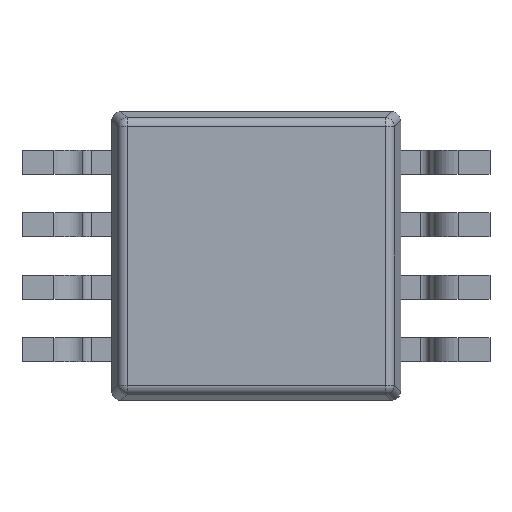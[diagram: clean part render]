
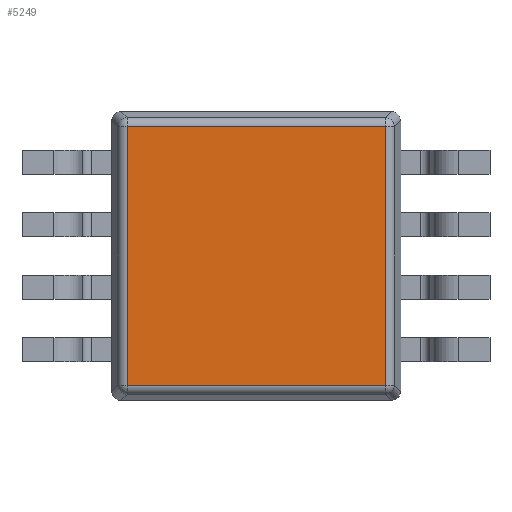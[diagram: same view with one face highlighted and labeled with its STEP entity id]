
A CAD part, front view. The second image highlights one B-rep face of the part: STEP entity #5249.
In plain terms, the highlighted planar face has unit normal (0, -1, 0).
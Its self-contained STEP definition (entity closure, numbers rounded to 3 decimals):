
#321 = CARTESIAN_POINT ( 'NONE',  ( 1.34, -0.425, -1.5 ) ) ;
#405 = CARTESIAN_POINT ( 'NONE',  ( -1.34, -0.425, -1.34 ) ) ;
#423 = PLANE ( 'NONE',  #6621 ) ;
#492 = LINE ( 'NONE', #4263, #888 ) ;
#888 = VECTOR ( 'NONE', #4226, 1000. ) ;
#920 = EDGE_LOOP ( 'NONE', ( #6832, #2235, #4788, #4285 ) ) ;
#1034 = EDGE_CURVE ( 'NONE', #3264, #6271, #492, .T. ) ;
#1055 = EDGE_CURVE ( 'NONE', #6271, #4513, #1096, .T. ) ;
#1096 = LINE ( 'NONE', #321, #2744 ) ;
#2054 = CARTESIAN_POINT ( 'NONE',  ( 1.34, -0.425, -1.34 ) ) ;
#2221 = CARTESIAN_POINT ( 'NONE',  ( -1.417, -0.425, 1.34 ) ) ;
#2235 = ORIENTED_EDGE ( 'NONE', *, *, #1055, .T. ) ;
#2407 = VECTOR ( 'NONE', #8032, 1000. ) ;
#2744 = VECTOR ( 'NONE', #5707, 1000. ) ;
#2821 = DIRECTION ( 'NONE',  ( -1., 0., 0. ) ) ;
#2992 = LINE ( 'NONE', #6848, #2407 ) ;
#3264 = VERTEX_POINT ( 'NONE', #405 ) ;
#3270 = CARTESIAN_POINT ( 'NONE',  ( 1.34, -0.425, 1.34 ) ) ;
#4226 = DIRECTION ( 'NONE',  ( 1., 0., 0. ) ) ;
#4263 = CARTESIAN_POINT ( 'NONE',  ( 1.417, -0.425, -1.34 ) ) ;
#4285 = ORIENTED_EDGE ( 'NONE', *, *, #7762, .T. ) ;
#4513 = VERTEX_POINT ( 'NONE', #3270 ) ;
#4788 = ORIENTED_EDGE ( 'NONE', *, *, #7721, .T. ) ;
#5127 = CARTESIAN_POINT ( 'NONE',  ( -1.34, -0.425, 1.34 ) ) ;
#5249 = ADVANCED_FACE ( 'NONE', ( #6261 ), #423, .T. ) ;
#5633 = DIRECTION ( 'NONE',  ( 0., -1., 0. ) ) ;
#5707 = DIRECTION ( 'NONE',  ( 0., 0., 1. ) ) ;
#6080 = LINE ( 'NONE', #2221, #7311 ) ;
#6261 = FACE_OUTER_BOUND ( 'NONE', #920, .T. ) ;
#6271 = VERTEX_POINT ( 'NONE', #2054 ) ;
#6605 = VERTEX_POINT ( 'NONE', #5127 ) ;
#6621 = AXIS2_PLACEMENT_3D ( 'NONE', #6943, #5633, #8205 ) ;
#6832 = ORIENTED_EDGE ( 'NONE', *, *, #1034, .T. ) ;
#6848 = CARTESIAN_POINT ( 'NONE',  ( -1.34, -0.425, -1.5 ) ) ;
#6943 = CARTESIAN_POINT ( 'NONE',  ( -1.417, -0.425, -1.5 ) ) ;
#7311 = VECTOR ( 'NONE', #2821, 1000. ) ;
#7721 = EDGE_CURVE ( 'NONE', #4513, #6605, #6080, .T. ) ;
#7762 = EDGE_CURVE ( 'NONE', #6605, #3264, #2992, .T. ) ;
#8032 = DIRECTION ( 'NONE',  ( 0., 0., -1. ) ) ;
#8205 = DIRECTION ( 'NONE',  ( 0., 0., -1. ) ) ;
